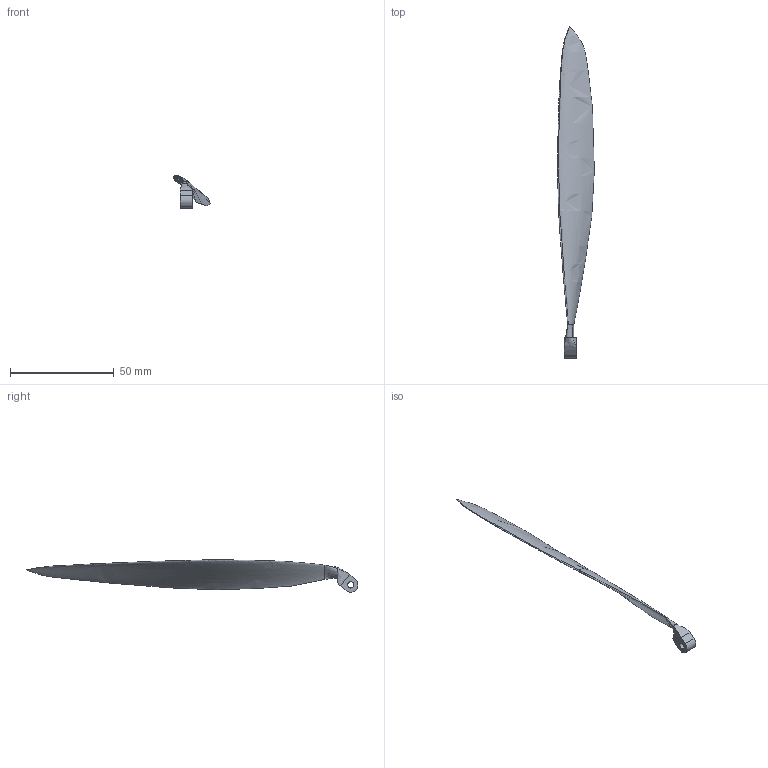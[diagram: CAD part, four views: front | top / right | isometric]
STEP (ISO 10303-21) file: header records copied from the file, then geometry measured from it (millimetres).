
FILE_DESCRIPTION(/* description */ ('Alibre Inc.'),/* implementation_level */ '2;1');
FILE_NAME(/* name */ 'export0',/* time_stamp */ '2018-10-23T16:23:03+02:00',/* author */ (''),/* organization */ (''),/* preprocessor_version */ 'ST-DEVELOPER v17',/* originating_system */ 'Alibre',/* authorisation */ '');
FILE_SCHEMA (('CONFIG_CONTROL_DESIGN'));
Length unit declared in the file: metre
Products named in the file (1): ID_1
Bounding box: 17.62 x 160 x 15.59 mm (x, y, z)
Volume: 3739 mm3; surface area: 5451.3 mm2
Topology: 1 solids, 1 shells, 29 faces, 65 edges, 36 vertices
Faces by surface type: plane 15, bspline 12, cylinder 2
Full cylindrical faces by diameter (mm): 3 x1
Entity records: 3346 total; most frequent: CARTESIAN_POINT 2800, ORIENTED_EDGE 124, EDGE_CURVE 62, DIRECTION 44, VERTEX_POINT 36, EDGE_LOOP 32, FACE_BOUND 32, ADVANCED_FACE 29
